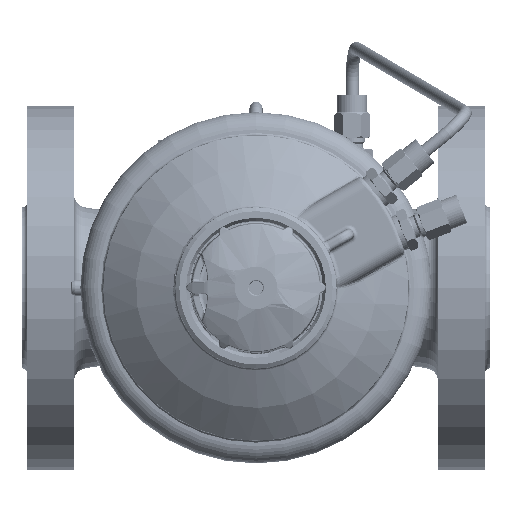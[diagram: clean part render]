
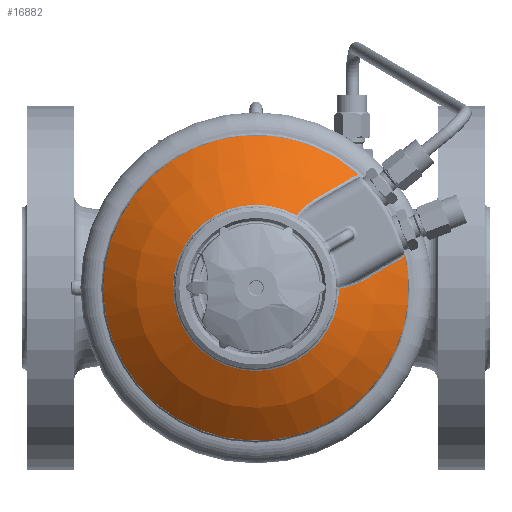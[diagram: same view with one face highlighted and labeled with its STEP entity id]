
A CAD part, front view. The second image highlights one B-rep face of the part: STEP entity #16882.
In plain terms, the highlighted spherical face has radius 84 mm.
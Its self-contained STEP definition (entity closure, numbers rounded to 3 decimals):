
#13293=CARTESIAN_POINT('',(27.542,32.73,16.273));
#13294=CARTESIAN_POINT('',(27.878,32.882,16.43));
#13295=CARTESIAN_POINT('',(28.584,33.202,16.73));
#13296=CARTESIAN_POINT('',(29.748,33.731,17.133));
#13297=CARTESIAN_POINT('',(31.021,34.318,17.491));
#13298=CARTESIAN_POINT('',(32.402,34.966,17.796));
#13299=CARTESIAN_POINT('',(33.896,35.683,18.039));
#13300=CARTESIAN_POINT('',(35.516,36.479,18.207));
#13301=CARTESIAN_POINT('',(36.7,37.076,18.252));
#13302=CARTESIAN_POINT('',(37.316,37.391,18.252));
#13320=CARTESIAN_POINT('',(0.,32.73,0.));
#13321=DIRECTION('',(0.,-1.,0.));
#13322=DIRECTION('',(0.861,0.,0.509));
#13323=AXIS2_PLACEMENT_3D('',#13320,#13321,#13322);
#13325=CARTESIAN_POINT('',(0.,50.363,0.));
#13326=DIRECTION('',(0.,1.,0.));
#13327=DIRECTION('',(0.955,0.,-0.297));
#13328=AXIS2_PLACEMENT_3D('',#13325,#13326,#13327);
#13330=CARTESIAN_POINT('',(0.,50.363,0.));
#13331=DIRECTION('',(0.,1.,0.));
#13332=DIRECTION('',(-1.,0.,0.));
#13333=AXIS2_PLACEMENT_3D('',#13330,#13331,#13332);
#13351=CARTESIAN_POINT('',(54.007,48.707,18.252));
#13352=CARTESIAN_POINT('',(54.217,48.89,18.252));
#13353=CARTESIAN_POINT('',(54.62,49.234,18.211));
#13354=CARTESIAN_POINT('',(55.174,49.685,18.046));
#13355=CARTESIAN_POINT('',(55.672,50.066,17.793));
#13356=CARTESIAN_POINT('',(55.962,50.272,17.577));
#13357=CARTESIAN_POINT('',(56.097,50.363,17.456));
#13604=CARTESIAN_POINT('',(37.316,37.391,18.252));
#13605=CARTESIAN_POINT('',(39.048,38.276,18.252));
#13606=CARTESIAN_POINT('',(42.628,40.261,18.252));
#13607=CARTESIAN_POINT('',(48.256,43.986,18.252));
#13608=CARTESIAN_POINT('',(52.092,47.03,18.252));
#13609=CARTESIAN_POINT('',(54.007,48.707,18.252));
#13627=CARTESIAN_POINT('',(37.316,37.391,
-18.252));
#13628=CARTESIAN_POINT('',(36.704,37.078,
-18.252));
#13629=CARTESIAN_POINT('',(35.527,36.485,
-18.207));
#13630=CARTESIAN_POINT('',(33.917,35.693,
-18.042));
#13631=CARTESIAN_POINT('',(32.426,34.978,
-17.801));
#13632=CARTESIAN_POINT('',(31.045,34.329,
-17.497));
#13633=CARTESIAN_POINT('',(29.767,33.739,
-17.139));
#13634=CARTESIAN_POINT('',(28.595,33.206,
-16.734));
#13635=CARTESIAN_POINT('',(27.882,32.884,
-16.432));
#13636=CARTESIAN_POINT('',(27.542,32.73,
-16.273));
#13663=CARTESIAN_POINT('',(54.007,48.707,
-18.252));
#13664=CARTESIAN_POINT('',(52.092,47.03,
-18.252));
#13665=CARTESIAN_POINT('',(48.257,43.987,
-18.252));
#13666=CARTESIAN_POINT('',(42.629,40.261,
-18.252));
#13667=CARTESIAN_POINT('',(39.048,38.276,
-18.252));
#13668=CARTESIAN_POINT('',(37.316,37.391,
-18.252));
#13670=CARTESIAN_POINT('',(56.096,50.363,
-17.458));
#13671=CARTESIAN_POINT('',(55.961,50.272,
-17.578));
#13672=CARTESIAN_POINT('',(55.67,50.065,
-17.794));
#13673=CARTESIAN_POINT('',(55.173,49.684,
-18.047));
#13674=CARTESIAN_POINT('',(54.619,49.234,
-18.211));
#13675=CARTESIAN_POINT('',(54.217,48.89,
-18.252));
#13676=CARTESIAN_POINT('',(54.007,48.707,
-18.252));
#14015=CARTESIAN_POINT('',(-58.75,50.363,0.));
#14016=VERTEX_POINT('',#14015);
#14033=VERTEX_POINT('',#13351);
#14034=VERTEX_POINT('',#13357);
#14036=VERTEX_POINT('',#13604);
#14037=VERTEX_POINT('',#13293);
#14046=VERTEX_POINT('',#13670);
#14047=VERTEX_POINT('',#13676);
#14051=VERTEX_POINT('',#13668);
#14052=VERTEX_POINT('',#13636);
#16861=CARTESIAN_POINT('',(0.,110.4,0.));
#16862=DIRECTION('',(0.,-1.,0.));
#16863=DIRECTION('',(-1.,0.,0.));
#16864=AXIS2_PLACEMENT_3D('',#16861,#16862,#16863);
#16865=SPHERICAL_SURFACE('',#16864,84.);
#16867=ORIENTED_EDGE('',*,*,#16866,.F.);
#16869=ORIENTED_EDGE('',*,*,#16868,.F.);
#16870=ORIENTED_EDGE('',*,*,#16851,.F.);
#16871=ORIENTED_EDGE('',*,*,#16277,.T.);
#16873=ORIENTED_EDGE('',*,*,#16872,.F.);
#16875=ORIENTED_EDGE('',*,*,#16874,.F.);
#16877=ORIENTED_EDGE('',*,*,#16876,.F.);
#16878=ORIENTED_EDGE('',*,*,#15753,.T.);
#16879=ORIENTED_EDGE('',*,*,#16068,.T.);
#16880=EDGE_LOOP('',(#16867,#16869,#16870,#16871,#16873,#16875,#16877,#16878,
#16879));
#16881=FACE_OUTER_BOUND('',#16880,.F.);
#16882=ADVANCED_FACE('',(#16881),#16865,.T.);
#13303=B_SPLINE_CURVE_WITH_KNOTS('',3,(#13293,#13294,#13295,#13296,#13297,
#13298,#13299,#13300,#13301,#13302),.UNSPECIFIED.,.F.,.F.,(4,1,1,1,1,1,1,4),(
0.,0.143,0.286,0.429,0.571,
0.714,0.857,1.),.UNSPECIFIED.);
#13324=CIRCLE('',#13323,31.991);
#13329=CIRCLE('',#13328,58.75);
#13334=CIRCLE('',#13333,58.75);
#13358=B_SPLINE_CURVE_WITH_KNOTS('',3,(#13351,#13352,#13353,#13354,#13355,
#13356,#13357),.UNSPECIFIED.,.F.,.F.,(4,1,1,1,4),(0.,0.25,0.5,0.75,
1.),.UNSPECIFIED.);
#13610=B_SPLINE_CURVE_WITH_KNOTS('',3,(#13604,#13605,#13606,#13607,#13608,
#13609),.UNSPECIFIED.,.F.,.F.,(4,1,1,4),(0.,0.333,
0.667,1.),.UNSPECIFIED.);
#13637=B_SPLINE_CURVE_WITH_KNOTS('',3,(#13627,#13628,#13629,#13630,#13631,
#13632,#13633,#13634,#13635,#13636),.UNSPECIFIED.,.F.,.F.,(4,1,1,1,1,1,1,4),(
0.,0.143,0.286,0.429,0.571,
0.714,0.857,1.),.UNSPECIFIED.);
#13669=B_SPLINE_CURVE_WITH_KNOTS('',3,(#13663,#13664,#13665,#13666,#13667,
#13668),.UNSPECIFIED.,.F.,.F.,(4,1,1,4),(0.,0.333,
0.667,1.),.UNSPECIFIED.);
#13677=B_SPLINE_CURVE_WITH_KNOTS('',3,(#13670,#13671,#13672,#13673,#13674,
#13675,#13676),.UNSPECIFIED.,.F.,.F.,(4,1,1,1,4),(0.,0.25,0.5,0.75,
1.),.UNSPECIFIED.);
#15753=EDGE_CURVE('',#14046,#14016,#13329,.T.);
#16068=EDGE_CURVE('',#14016,#14034,#13334,.T.);
#16277=EDGE_CURVE('',#14037,#14052,#13324,.T.);
#16851=EDGE_CURVE('',#14037,#14036,#13303,.T.);
#16866=EDGE_CURVE('',#14033,#14034,#13358,.T.);
#16868=EDGE_CURVE('',#14036,#14033,#13610,.T.);
#16872=EDGE_CURVE('',#14051,#14052,#13637,.T.);
#16874=EDGE_CURVE('',#14047,#14051,#13669,.T.);
#16876=EDGE_CURVE('',#14046,#14047,#13677,.T.);
